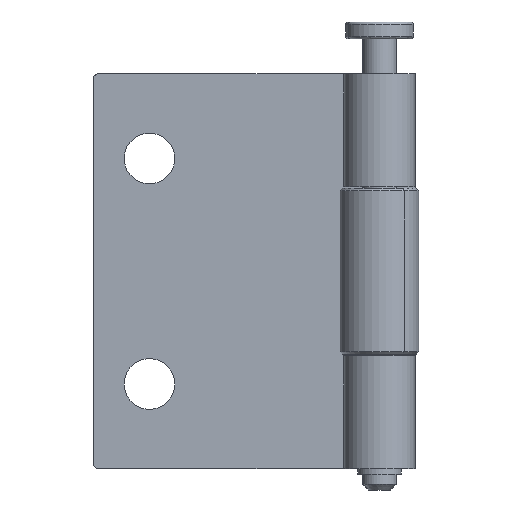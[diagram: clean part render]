
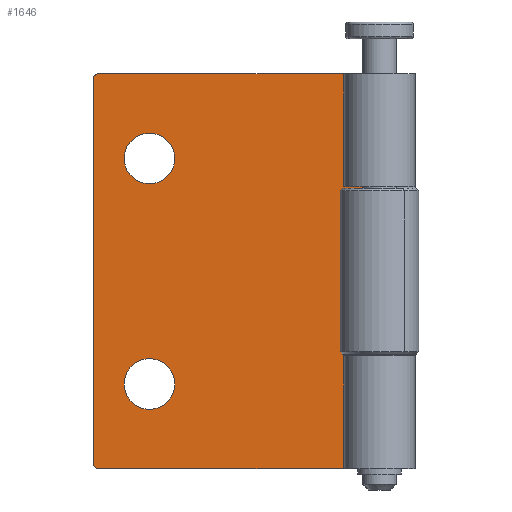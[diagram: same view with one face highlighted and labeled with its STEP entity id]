
A CAD part, front view. The second image highlights one B-rep face of the part: STEP entity #1646.
In plain terms, the highlighted planar face has unit normal (0, -1, 0).
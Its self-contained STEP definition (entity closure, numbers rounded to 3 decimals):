
#80 = CARTESIAN_POINT ( 'NONE',  ( 0., -3.2, -1. ) ) ;
#134 = CARTESIAN_POINT ( 'NONE',  ( 1., -3.2, -70. ) ) ;
#176 = CARTESIAN_POINT ( 'NONE',  ( 0., -3.2, -69. ) ) ;
#359 = AXIS2_PLACEMENT_3D ( 'NONE', #640, #641, #642 ) ;
#361 = AXIS2_PLACEMENT_3D ( 'NONE', #650, #651, #652 ) ;
#372 = AXIS2_PLACEMENT_3D ( 'NONE', #937, #938, #939 ) ;
#373 = AXIS2_PLACEMENT_3D ( 'NONE', #941, #942, #943 ) ;
#374 = AXIS2_PLACEMENT_3D ( 'NONE', #945, #946, #947 ) ;
#375 = AXIS2_PLACEMENT_3D ( 'NONE', #950, #951, #952 ) ;
#449 = PLANE ( 'NONE',  #2455 ) ;
#452 = CARTESIAN_POINT ( 'NONE',  ( 0., -3.2, -70. ) ) ;
#455 = DIRECTION ( 'NONE',  ( 0., -1., 0. ) ) ;
#640 = CARTESIAN_POINT ( 'NONE',  ( 10., -3.2, -55. ) ) ;
#641 = DIRECTION ( 'NONE',  ( 0., -1., 0. ) ) ;
#642 = DIRECTION ( 'NONE',  ( 1., 0., 0. ) ) ;
#650 = CARTESIAN_POINT ( 'NONE',  ( 10., -3.2, -15. ) ) ;
#651 = DIRECTION ( 'NONE',  ( 0., -1., 0. ) ) ;
#652 = DIRECTION ( 'NONE',  ( 1., 0., 0. ) ) ;
#707 = DIRECTION ( 'NONE',  ( 0., 0., 1. ) ) ;
#713 = CARTESIAN_POINT ( 'NONE',  ( 53.6, -3.2, -70. ) ) ;
#718 = CARTESIAN_POINT ( 'NONE',  ( 0., -3.2, -70. ) ) ;
#760 = LINE ( 'NONE', #713, #762 ) ;
#761 = CIRCLE ( 'NONE', #375, 1. ) ;
#762 = VECTOR ( 'NONE', #707, 1000. ) ;
#763 = CIRCLE ( 'NONE', #372, 4.5 ) ;
#764 = CIRCLE ( 'NONE', #373, 4.5 ) ;
#765 = LINE ( 'NONE', #935, #767 ) ;
#766 = CIRCLE ( 'NONE', #374, 1. ) ;
#767 = VECTOR ( 'NONE', #936, 1000. ) ;
#768 = LINE ( 'NONE', #718, #770 ) ;
#770 = VECTOR ( 'NONE', #940, 1000. ) ;
#771 = LINE ( 'NONE', #948, #773 ) ;
#773 = VECTOR ( 'NONE', #944, 1000. ) ;
#935 = CARTESIAN_POINT ( 'NONE',  ( 0., -3.2, 0. ) ) ;
#936 = DIRECTION ( 'NONE',  ( 1., 0., 0. ) ) ;
#937 = CARTESIAN_POINT ( 'NONE',  ( 10., -3.2, -55. ) ) ;
#938 = DIRECTION ( 'NONE',  ( 0., -1., 0. ) ) ;
#939 = DIRECTION ( 'NONE',  ( 1., 0., 0. ) ) ;
#940 = DIRECTION ( 'NONE',  ( 0., 0., 1. ) ) ;
#941 = CARTESIAN_POINT ( 'NONE',  ( 10., -3.2, -15. ) ) ;
#942 = DIRECTION ( 'NONE',  ( 0., -1., 0. ) ) ;
#943 = DIRECTION ( 'NONE',  ( 1., 0., 0. ) ) ;
#944 = DIRECTION ( 'NONE',  ( 1., 0., 0. ) ) ;
#945 = CARTESIAN_POINT ( 'NONE',  ( 1., -3.2, -1. ) ) ;
#946 = DIRECTION ( 'NONE',  ( 0., -1., 0. ) ) ;
#947 = DIRECTION ( 'NONE',  ( 1., 0., 0. ) ) ;
#948 = CARTESIAN_POINT ( 'NONE',  ( 0., -3.2, -70. ) ) ;
#950 = CARTESIAN_POINT ( 'NONE',  ( 1., -3.2, -69. ) ) ;
#951 = DIRECTION ( 'NONE',  ( 0., -1., 0. ) ) ;
#952 = DIRECTION ( 'NONE',  ( 1., 0., 0. ) ) ;
#1274 = VERTEX_POINT ( 'NONE', #80 ) ;
#1342 = VERTEX_POINT ( 'NONE', #134 ) ;
#1343 = VERTEX_POINT ( 'NONE', #176 ) ;
#1405 = EDGE_LOOP ( 'NONE', ( #1819, #1820 ) ) ;
#1422 = EDGE_LOOP ( 'NONE', ( #1821, #1822, #1823, #1824, #1825, #1826 ) ) ;
#1427 = EDGE_LOOP ( 'NONE', ( #1817, #1818 ) ) ;
#1473 = VERTEX_POINT ( 'NONE', #2494 ) ;
#1475 = VERTEX_POINT ( 'NONE', #2495 ) ;
#1488 = VERTEX_POINT ( 'NONE', #2507 ) ;
#1491 = VERTEX_POINT ( 'NONE', #2510 ) ;
#1493 = VERTEX_POINT ( 'NONE', #2512 ) ;
#1496 = VERTEX_POINT ( 'NONE', #2515 ) ;
#1497 = VERTEX_POINT ( 'NONE', #2516 ) ;
#1646 = ADVANCED_FACE ( 'NONE', ( #2250, #2258, #2253 ), #449, .T. ) ;
#1736 = EDGE_CURVE ( 'NONE', #1491, #1493, #2382, .T. ) ;
#1817 = ORIENTED_EDGE ( 'NONE', *, *, #2063, .F. ) ;
#1818 = ORIENTED_EDGE ( 'NONE', *, *, #1736, .F. ) ;
#1819 = ORIENTED_EDGE ( 'NONE', *, *, #2064, .F. ) ;
#1820 = ORIENTED_EDGE ( 'NONE', *, *, #2032, .F. ) ;
#1821 = ORIENTED_EDGE ( 'NONE', *, *, #2065, .F. ) ;
#1822 = ORIENTED_EDGE ( 'NONE', *, *, #2066, .T. ) ;
#1823 = ORIENTED_EDGE ( 'NONE', *, *, #2067, .F. ) ;
#1824 = ORIENTED_EDGE ( 'NONE', *, *, #2068, .T. ) ;
#1825 = ORIENTED_EDGE ( 'NONE', *, *, #2069, .T. ) ;
#1826 = ORIENTED_EDGE ( 'NONE', *, *, #2061, .T. ) ;
#2032 = EDGE_CURVE ( 'NONE', #1496, #1497, #2387, .T. ) ;
#2061 = EDGE_CURVE ( 'NONE', #1475, #1473, #760, .T. ) ;
#2063 = EDGE_CURVE ( 'NONE', #1493, #1491, #763, .T. ) ;
#2064 = EDGE_CURVE ( 'NONE', #1497, #1496, #764, .T. ) ;
#2065 = EDGE_CURVE ( 'NONE', #1488, #1473, #765, .T. ) ;
#2066 = EDGE_CURVE ( 'NONE', #1488, #1274, #766, .T. ) ;
#2067 = EDGE_CURVE ( 'NONE', #1343, #1274, #768, .T. ) ;
#2068 = EDGE_CURVE ( 'NONE', #1343, #1342, #761, .T. ) ;
#2069 = EDGE_CURVE ( 'NONE', #1342, #1475, #771, .T. ) ;
#2250 = FACE_BOUND ( 'NONE', #1427, .T. ) ;
#2253 = FACE_OUTER_BOUND ( 'NONE', #1422, .T. ) ;
#2258 = FACE_BOUND ( 'NONE', #1405, .T. ) ;
#2382 = CIRCLE ( 'NONE', #359, 4.5 ) ;
#2387 = CIRCLE ( 'NONE', #361, 4.5 ) ;
#2455 = AXIS2_PLACEMENT_3D ( 'NONE', #452, #455, #2761 ) ;
#2494 = CARTESIAN_POINT ( 'NONE',  ( 53.6, -3.2, 0. ) ) ;
#2495 = CARTESIAN_POINT ( 'NONE',  ( 53.6, -3.2, -70. ) ) ;
#2507 = CARTESIAN_POINT ( 'NONE',  ( 1., -3.2, 0. ) ) ;
#2510 = CARTESIAN_POINT ( 'NONE',  ( 5.5, -3.2, -55. ) ) ;
#2512 = CARTESIAN_POINT ( 'NONE',  ( 14.5, -3.2, -55. ) ) ;
#2515 = CARTESIAN_POINT ( 'NONE',  ( 5.5, -3.2, -15. ) ) ;
#2516 = CARTESIAN_POINT ( 'NONE',  ( 14.5, -3.2, -15. ) ) ;
#2761 = DIRECTION ( 'NONE',  ( 1., 0., 0. ) ) ;
